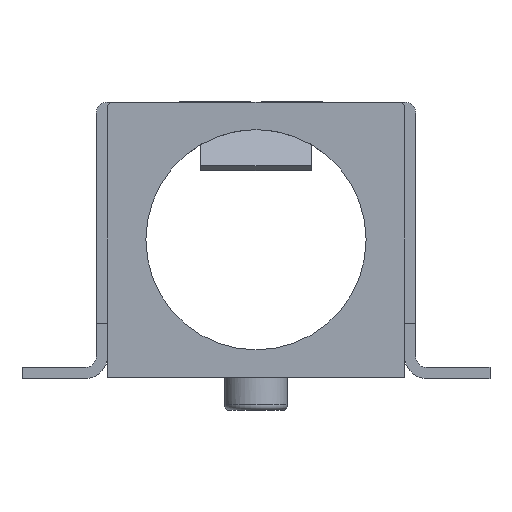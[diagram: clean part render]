
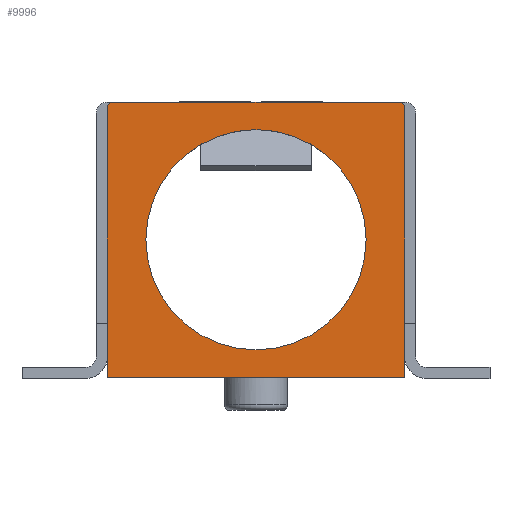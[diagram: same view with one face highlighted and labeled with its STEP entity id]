
A CAD part, front view. The second image highlights one B-rep face of the part: STEP entity #9996.
In plain terms, the highlighted planar face has unit normal (0, -1, 0).
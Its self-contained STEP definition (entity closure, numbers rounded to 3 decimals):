
#344=FACE_BOUND('',#1396,.T.);
#477=PLANE('',#10663);
#872=FACE_OUTER_BOUND('',#1395,.T.);
#1395=EDGE_LOOP('',(#7329,#7330,#7331,#7332,#7333,#7334));
#1396=EDGE_LOOP('',(#7335));
#1841=CIRCLE('',#10615,2.);
#1857=CIRCLE('',#10647,0.1);
#1864=CIRCLE('',#10664,0.1);
#2179=LINE('',#14147,#3291);
#2243=LINE('',#14276,#3355);
#2255=LINE('',#14310,#3367);
#2294=LINE('',#14399,#3406);
#3291=VECTOR('',#11700,1.);
#3355=VECTOR('',#11782,1.);
#3367=VECTOR('',#11810,1.);
#3406=VECTOR('',#11881,1.);
#4337=VERTEX_POINT('',#14097);
#4359=VERTEX_POINT('',#14144);
#4360=VERTEX_POINT('',#14146);
#4416=VERTEX_POINT('',#14274);
#4429=VERTEX_POINT('',#14307);
#4430=VERTEX_POINT('',#14309);
#4464=VERTEX_POINT('',#14397);
#5389=EDGE_CURVE('',#4337,#4337,#1841,.T.);
#5413=EDGE_CURVE('',#4360,#4359,#2179,.T.);
#5477=EDGE_CURVE('',#4359,#4416,#2243,.T.);
#5493=EDGE_CURVE('',#4429,#4430,#2255,.T.);
#5499=EDGE_CURVE('',#4429,#4360,#1857,.T.);
#5540=EDGE_CURVE('',#4464,#4416,#2294,.T.);
#5559=EDGE_CURVE('',#4464,#4430,#1864,.T.);
#7329=ORIENTED_EDGE('',*,*,#5540,.F.);
#7330=ORIENTED_EDGE('',*,*,#5559,.T.);
#7331=ORIENTED_EDGE('',*,*,#5493,.F.);
#7332=ORIENTED_EDGE('',*,*,#5499,.T.);
#7333=ORIENTED_EDGE('',*,*,#5413,.T.);
#7334=ORIENTED_EDGE('',*,*,#5477,.T.);
#7335=ORIENTED_EDGE('',*,*,#5389,.T.);
#9996=ADVANCED_FACE('',(#872,#344),#477,.F.);
#10615=AXIS2_PLACEMENT_3D('',#14098,#11661,#11662);
#10647=AXIS2_PLACEMENT_3D('',#14320,#11819,#11820);
#10663=AXIS2_PLACEMENT_3D('',#14434,#11904,#11905);
#10664=AXIS2_PLACEMENT_3D('',#14435,#11906,#11907);
#11661=DIRECTION('center_axis',(0.,1.,0.));
#11662=DIRECTION('ref_axis',(0.,0.,1.));
#11700=DIRECTION('',(0.,0.,-1.));
#11782=DIRECTION('',(1.,0.,0.));
#11810=DIRECTION('',(1.,0.,0.));
#11819=DIRECTION('center_axis',(0.,-1.,0.));
#11820=DIRECTION('ref_axis',(0.,0.,1.));
#11881=DIRECTION('',(0.,0.,-1.));
#11904=DIRECTION('center_axis',(0.,1.,0.));
#11905=DIRECTION('ref_axis',(0.,0.,1.));
#11906=DIRECTION('center_axis',(0.,-1.,0.));
#11907=DIRECTION('ref_axis',(0.,0.,1.));
#14097=CARTESIAN_POINT('',(0.,-6.5,0.6));
#14098=CARTESIAN_POINT('Origin',(0.,-6.5,2.6));
#14144=CARTESIAN_POINT('',(-2.7,-6.5,0.1));
#14146=CARTESIAN_POINT('',(-2.7,-6.5,5.));
#14147=CARTESIAN_POINT('',(-2.7,-6.5,5.1));
#14274=CARTESIAN_POINT('',(2.7,-6.5,0.1));
#14276=CARTESIAN_POINT('',(-2.7,-6.5,0.1));
#14307=CARTESIAN_POINT('',(-2.6,-6.5,5.1));
#14309=CARTESIAN_POINT('',(2.6,-6.5,5.1));
#14310=CARTESIAN_POINT('',(-2.7,-6.5,5.1));
#14320=CARTESIAN_POINT('Origin',(-2.6,-6.5,5.));
#14397=CARTESIAN_POINT('',(2.7,-6.5,5.));
#14399=CARTESIAN_POINT('',(2.7,-6.5,5.1));
#14434=CARTESIAN_POINT('Origin',(-2.7,-6.5,5.1));
#14435=CARTESIAN_POINT('Origin',(2.6,-6.5,5.));
